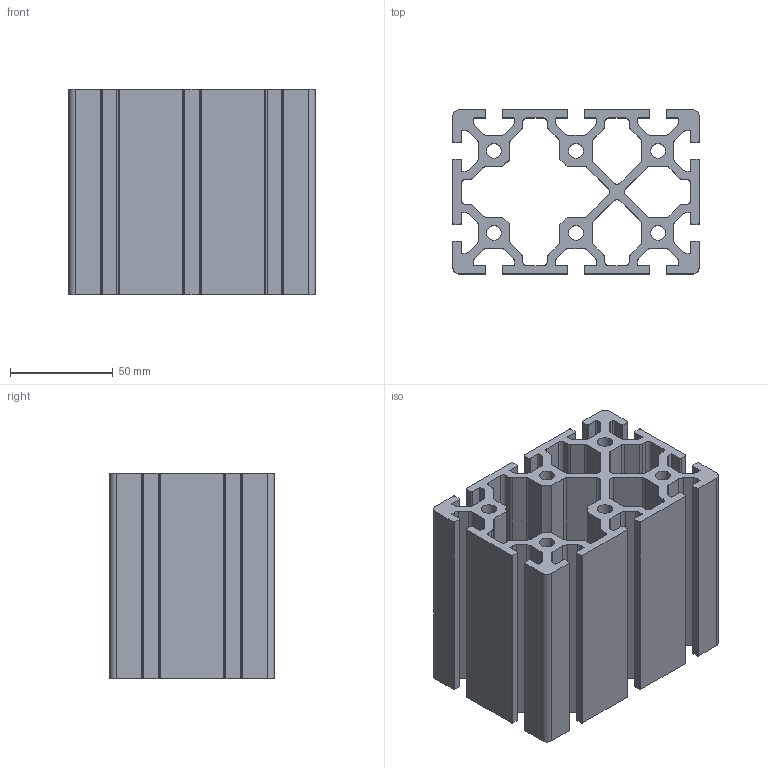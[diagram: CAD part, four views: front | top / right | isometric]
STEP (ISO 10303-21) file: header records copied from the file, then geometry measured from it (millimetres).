
FILE_DESCRIPTION(/* description */ ('Profil 80x120'),/* implementation_level */ '2;1');
FILE_NAME(/* name */ '108012.stp',/* time_stamp */ '2018-04-29T16:01:41+02:00',/* author */ ('Roudná'),/* organization */ ('Alutec K&K'),/* preprocessor_version */ 'ST-DEVELOPER v16.1',/* originating_system */ 'Autodesk Inventor 2016',/* authorisation */ '');
FILE_SCHEMA (('AUTOMOTIVE_DESIGN { 1 0 10303 214 3 1 1 }'));
Length unit declared in the file: millimetre
Products named in the file (1): 108012
Bounding box: 120 x 80 x 100 mm (x, y, z)
Volume: 338955.6 mm3; surface area: 151538 mm2
Topology: 1 solids, 1 shells, 320 faces, 960 edges, 642 vertices
Faces by surface type: cylinder 162, plane 158
Full cylindrical faces by diameter (mm): 7.3 x6
Entity records: 10876 total; most frequent: DIRECTION 1914, CARTESIAN_POINT 1905, ORIENTED_EDGE 1896, EDGE_CURVE 948, AXIS2_PLACEMENT_3D 645, VERTEX_POINT 636, LINE 624, VECTOR 624
